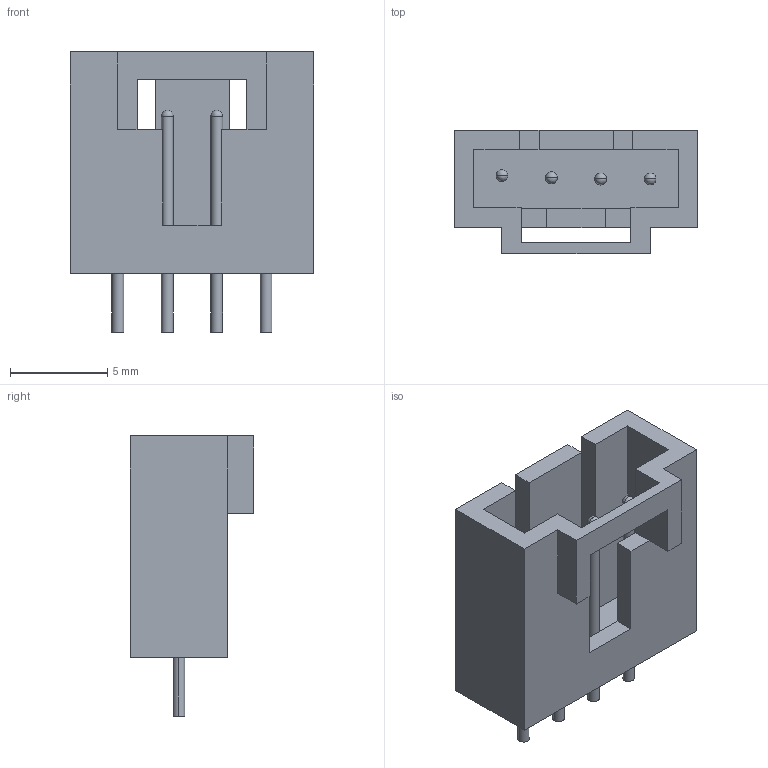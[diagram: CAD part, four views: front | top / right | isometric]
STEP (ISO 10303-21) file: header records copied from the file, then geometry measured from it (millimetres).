
FILE_DESCRIPTION (( 'STEP AP214' ), '1' );
FILE_NAME ('User Library-4pin_connector.STEP', '2015-11-25T13:08:38', ( 'Windows User' ), ( '' ), 'SwSTEP 2.0', 'SolidWorks 2016', '' );
FILE_SCHEMA (( 'AUTOMOTIVE_DESIGN' ));
Length unit declared in the file: millimetre
Products named in the file (1): User Library-4pin_connector
Bounding box: 12.5 x 6.35 x 14.4 mm (x, y, z)
Volume: 356.9 mm3; surface area: 873.4 mm2
Topology: 1 solids, 1 shells, 63 faces, 160 edges, 103 vertices
Faces by surface type: plane 39, cylinder 16, torus 6, sphere 2
Entity records: 2243 total; most frequent: DIRECTION 330, CARTESIAN_POINT 321, ORIENTED_EDGE 312, EDGE_CURVE 156, LINE 110, VECTOR 110, AXIS2_PLACEMENT_3D 110, VERTEX_POINT 101
